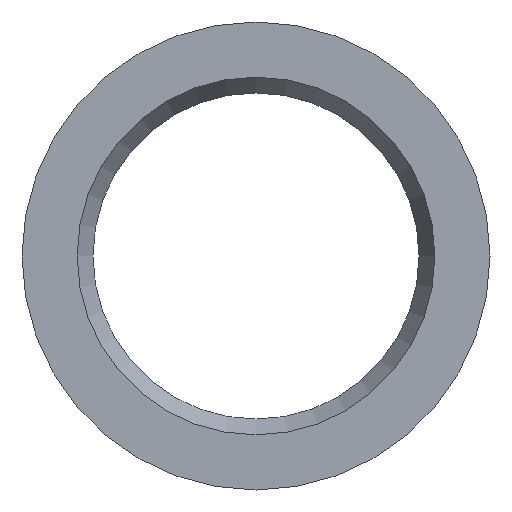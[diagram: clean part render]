
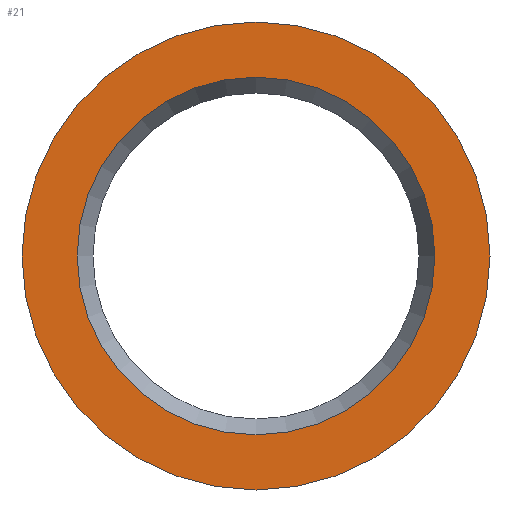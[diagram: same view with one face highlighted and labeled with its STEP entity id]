
A CAD part, left-side view. The second image highlights one B-rep face of the part: STEP entity #21.
In plain terms, the highlighted planar face has unit normal (-1, 0, 0).
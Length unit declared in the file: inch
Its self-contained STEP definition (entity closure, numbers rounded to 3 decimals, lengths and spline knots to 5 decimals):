
#21 = ADVANCED_FACE ( 'NONE', ( #247, #233 ), #87, .T. ) ;
#49 = ORIENTED_EDGE ( 'NONE', *, *, #170, .T. ) ;
#50 = CIRCLE ( 'NONE', #206, 5.56555 ) ;
#55 = CARTESIAN_POINT ( 'NONE',  ( -5.35433, 0., 0. ) ) ;
#56 = EDGE_LOOP ( 'NONE', ( #49 ) ) ;
#63 = CARTESIAN_POINT ( 'NONE',  ( -5.35433, 0., 5.56555 ) ) ;
#87 = PLANE ( 'NONE',  #98 ) ;
#97 = CARTESIAN_POINT ( 'NONE',  ( -5.35433, 0., 0. ) ) ;
#98 = AXIS2_PLACEMENT_3D ( 'NONE', #114, #126, #202 ) ;
#106 = DIRECTION ( 'NONE',  ( -1., 0., 0. ) ) ;
#114 = CARTESIAN_POINT ( 'NONE',  ( -5.35433, 6.17913, 0. ) ) ;
#119 = DIRECTION ( 'NONE',  ( 0., 0., 1. ) ) ;
#126 = DIRECTION ( 'NONE',  ( -1., 0., 0. ) ) ;
#139 = DIRECTION ( 'NONE',  ( 0., 0., -1. ) ) ;
#143 = CARTESIAN_POINT ( 'NONE',  ( -5.35433, 0., -7.28346 ) ) ;
#147 = VERTEX_POINT ( 'NONE', #63 ) ;
#170 = EDGE_CURVE ( 'NONE', #172, #172, #186, .T. ) ;
#172 = VERTEX_POINT ( 'NONE', #143 ) ;
#174 = ORIENTED_EDGE ( 'NONE', *, *, #203, .T. ) ;
#186 = CIRCLE ( 'NONE', #214, 7.28346 ) ;
#199 = DIRECTION ( 'NONE',  ( 1., 0., 0. ) ) ;
#202 = DIRECTION ( 'NONE',  ( 0., 0., 1. ) ) ;
#203 = EDGE_CURVE ( 'NONE', #147, #147, #50, .T. ) ;
#206 = AXIS2_PLACEMENT_3D ( 'NONE', #97, #199, #119 ) ;
#214 = AXIS2_PLACEMENT_3D ( 'NONE', #55, #106, #139 ) ;
#233 = FACE_OUTER_BOUND ( 'NONE', #56, .T. ) ;
#246 = EDGE_LOOP ( 'NONE', ( #174 ) ) ;
#247 = FACE_BOUND ( 'NONE', #246, .T. ) ;
